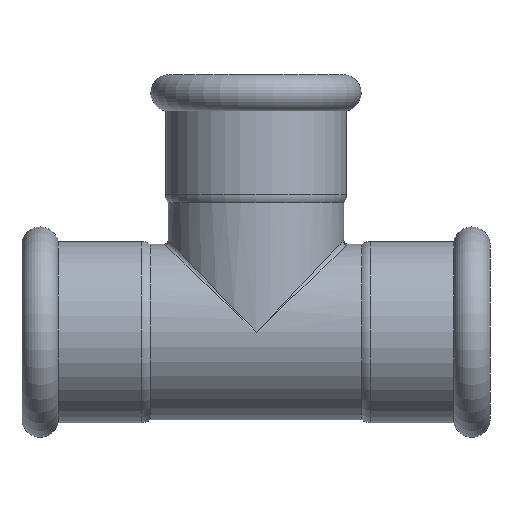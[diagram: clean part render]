
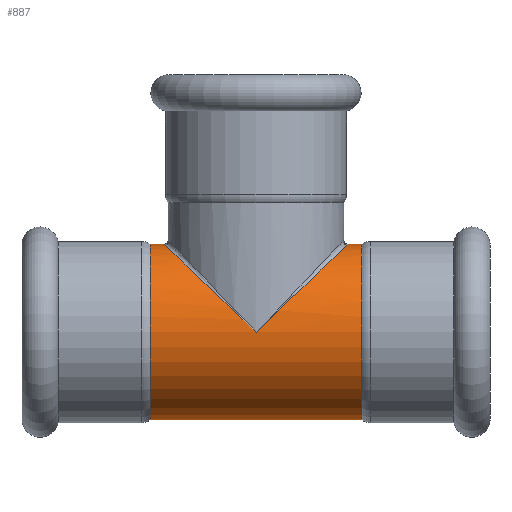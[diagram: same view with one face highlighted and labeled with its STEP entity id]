
A CAD part, front view. The second image highlights one B-rep face of the part: STEP entity #887.
In plain terms, the highlighted cylindrical face has radius 22 mm (diameter 44 mm), a full revolution.
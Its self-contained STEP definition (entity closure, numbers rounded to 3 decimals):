
#16=ELLIPSE('',#1016,31.828,22.);
#19=ELLIPSE('',#1019,31.828,22.);
#54=LINE('',#2384,#78);
#55=LINE('',#2386,#79);
#78=VECTOR('',#1299,22.);
#79=VECTOR('',#1300,22.);
#99=CYLINDRICAL_SURFACE('',#1023,22.);
#133=FACE_OUTER_BOUND('',#176,.T.);
#176=EDGE_LOOP('',(#724,#725,#726,#727,#728,#729,#730,#731,#732,#733,#734,
#735));
#263=CIRCLE('',#1024,22.);
#264=CIRCLE('',#1025,22.);
#265=CIRCLE('',#1026,22.);
#266=CIRCLE('',#1027,22.);
#267=CIRCLE('',#1028,22.);
#268=CIRCLE('',#1029,22.);
#370=VERTEX_POINT('',#2314);
#371=VERTEX_POINT('',#2315);
#373=VERTEX_POINT('',#2379);
#374=VERTEX_POINT('',#2380);
#375=VERTEX_POINT('',#2382);
#376=VERTEX_POINT('',#2385);
#377=VERTEX_POINT('',#2387);
#378=VERTEX_POINT('',#2389);
#497=EDGE_CURVE('',#371,#370,#16,.T.);
#500=EDGE_CURVE('',#370,#371,#19,.T.);
#504=EDGE_CURVE('',#373,#374,#263,.T.);
#505=EDGE_CURVE('',#375,#373,#264,.T.);
#506=EDGE_CURVE('',#375,#370,#54,.T.);
#507=EDGE_CURVE('',#370,#376,#55,.T.);
#508=EDGE_CURVE('',#376,#377,#265,.T.);
#509=EDGE_CURVE('',#377,#378,#266,.T.);
#510=EDGE_CURVE('',#378,#376,#267,.T.);
#511=EDGE_CURVE('',#374,#375,#268,.T.);
#724=ORIENTED_EDGE('',*,*,#504,.F.);
#725=ORIENTED_EDGE('',*,*,#505,.F.);
#726=ORIENTED_EDGE('',*,*,#506,.T.);
#727=ORIENTED_EDGE('',*,*,#507,.T.);
#728=ORIENTED_EDGE('',*,*,#508,.T.);
#729=ORIENTED_EDGE('',*,*,#509,.T.);
#730=ORIENTED_EDGE('',*,*,#510,.T.);
#731=ORIENTED_EDGE('',*,*,#507,.F.);
#732=ORIENTED_EDGE('',*,*,#497,.F.);
#733=ORIENTED_EDGE('',*,*,#500,.F.);
#734=ORIENTED_EDGE('',*,*,#506,.F.);
#735=ORIENTED_EDGE('',*,*,#511,.F.);
#887=ADVANCED_FACE('',(#133),#99,.T.);
#1016=AXIS2_PLACEMENT_3D('',#2317,#1276,#1277);
#1019=AXIS2_PLACEMENT_3D('',#2371,#1282,#1283);
#1023=AXIS2_PLACEMENT_3D('',#2378,#1293,#1294);
#1024=AXIS2_PLACEMENT_3D('',#2381,#1295,#1296);
#1025=AXIS2_PLACEMENT_3D('',#2383,#1297,#1298);
#1026=AXIS2_PLACEMENT_3D('',#2388,#1301,#1302);
#1027=AXIS2_PLACEMENT_3D('',#2390,#1303,#1304);
#1028=AXIS2_PLACEMENT_3D('',#2391,#1305,#1306);
#1029=AXIS2_PLACEMENT_3D('',#2392,#1307,#1308);
#1276=DIRECTION('center_axis',(0.691,0.,0.723));
#1277=DIRECTION('ref_axis',(-0.723,0.,0.691));
#1282=DIRECTION('center_axis',(-0.691,0.,
0.723));
#1283=DIRECTION('ref_axis',(0.723,0.,0.691));
#1293=DIRECTION('center_axis',(1.,0.,0.));
#1294=DIRECTION('ref_axis',(0.,1.,0.));
#1295=DIRECTION('center_axis',(1.,0.,0.));
#1296=DIRECTION('ref_axis',(0.,1.,0.));
#1297=DIRECTION('center_axis',(1.,0.,0.));
#1298=DIRECTION('ref_axis',(0.,1.,0.));
#1299=DIRECTION('',(-1.,0.,0.));
#1300=DIRECTION('',(-1.,0.,0.));
#1301=DIRECTION('center_axis',(1.,0.,0.));
#1302=DIRECTION('ref_axis',(0.,1.,0.));
#1303=DIRECTION('center_axis',(1.,0.,0.));
#1304=DIRECTION('ref_axis',(0.,1.,0.));
#1305=DIRECTION('center_axis',(1.,0.,0.));
#1306=DIRECTION('ref_axis',(0.,1.,0.));
#1307=DIRECTION('center_axis',(1.,0.,0.));
#1308=DIRECTION('ref_axis',(0.,1.,0.));
#2314=CARTESIAN_POINT('',(0.,-22.,0.));
#2315=CARTESIAN_POINT('',(0.,22.,0.));
#2317=CARTESIAN_POINT('Origin',(0.,0.,0.));
#2371=CARTESIAN_POINT('Origin',(0.,0.,0.));
#2378=CARTESIAN_POINT('Origin',(22.1,0.,0.));
#2379=CARTESIAN_POINT('',(26.55,22.,0.));
#2380=CARTESIAN_POINT('',(26.55,0.,22.));
#2381=CARTESIAN_POINT('Origin',(26.55,0.,0.));
#2382=CARTESIAN_POINT('',(26.55,-22.,0.));
#2383=CARTESIAN_POINT('Origin',(26.55,0.,0.));
#2384=CARTESIAN_POINT('',(22.1,-22.,0.));
#2385=CARTESIAN_POINT('',(-26.55,-22.,0.));
#2386=CARTESIAN_POINT('',(22.1,-22.,0.));
#2387=CARTESIAN_POINT('',(-26.55,22.,0.));
#2388=CARTESIAN_POINT('Origin',(-26.55,0.,0.));
#2389=CARTESIAN_POINT('',(-26.55,0.,22.));
#2390=CARTESIAN_POINT('Origin',(-26.55,0.,0.));
#2391=CARTESIAN_POINT('Origin',(-26.55,0.,0.));
#2392=CARTESIAN_POINT('Origin',(26.55,0.,0.));
